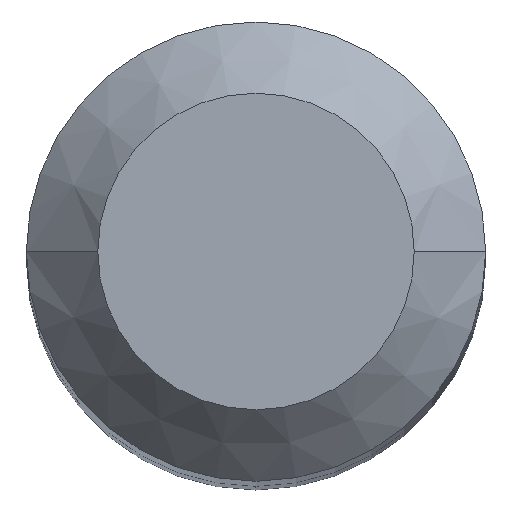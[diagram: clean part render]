
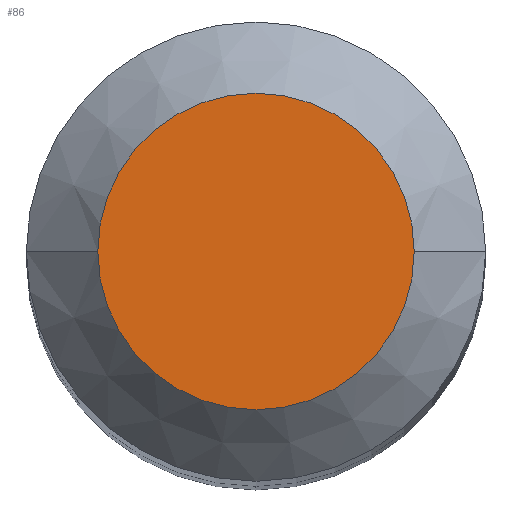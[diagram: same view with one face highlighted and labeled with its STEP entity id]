
A CAD part, top view. The second image highlights one B-rep face of the part: STEP entity #86.
In plain terms, the highlighted planar face has unit normal (0, 0, 1).
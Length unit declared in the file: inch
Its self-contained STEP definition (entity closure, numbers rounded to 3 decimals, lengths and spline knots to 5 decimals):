
#7 = EDGE_CURVE ( 'NONE', #328, #125, #363, .T. ) ;
#36 = EDGE_CURVE ( 'NONE', #125, #328, #132, .T. ) ;
#80 = CARTESIAN_POINT ( 'NONE',  ( 0., 0., 0. ) ) ;
#84 = DIRECTION ( 'NONE',  ( 0., 0., -1. ) ) ;
#86 = ADVANCED_FACE ( 'NONE', ( #340 ), #133, .F. ) ;
#109 = CARTESIAN_POINT ( 'NONE',  ( 0., 0., 0. ) ) ;
#125 = VERTEX_POINT ( 'NONE', #271 ) ;
#132 = CIRCLE ( 'NONE', #234, 0.06925 ) ;
#133 = PLANE ( 'NONE',  #148 ) ;
#148 = AXIS2_PLACEMENT_3D ( 'NONE', #162, #84, #308 ) ;
#162 = CARTESIAN_POINT ( 'NONE',  ( 0., 0., 0. ) ) ;
#191 = AXIS2_PLACEMENT_3D ( 'NONE', #80, #217, #278 ) ;
#217 = DIRECTION ( 'NONE',  ( 0., 0., 1. ) ) ;
#231 = EDGE_LOOP ( 'NONE', ( #263, #389 ) ) ;
#234 = AXIS2_PLACEMENT_3D ( 'NONE', #109, #306, #282 ) ;
#263 = ORIENTED_EDGE ( 'NONE', *, *, #7, .T. ) ;
#271 = CARTESIAN_POINT ( 'NONE',  ( 0.06925, 0., 0. ) ) ;
#278 = DIRECTION ( 'NONE',  ( 1., 0., 0. ) ) ;
#282 = DIRECTION ( 'NONE',  ( 1., 0., 0. ) ) ;
#306 = DIRECTION ( 'NONE',  ( 0., 0., 1. ) ) ;
#308 = DIRECTION ( 'NONE',  ( -1., 0., 0. ) ) ;
#328 = VERTEX_POINT ( 'NONE', #375 ) ;
#340 = FACE_OUTER_BOUND ( 'NONE', #231, .T. ) ;
#363 = CIRCLE ( 'NONE', #191, 0.06925 ) ;
#375 = CARTESIAN_POINT ( 'NONE',  ( -0.06925, 0., 0. ) ) ;
#389 = ORIENTED_EDGE ( 'NONE', *, *, #36, .T. ) ;
